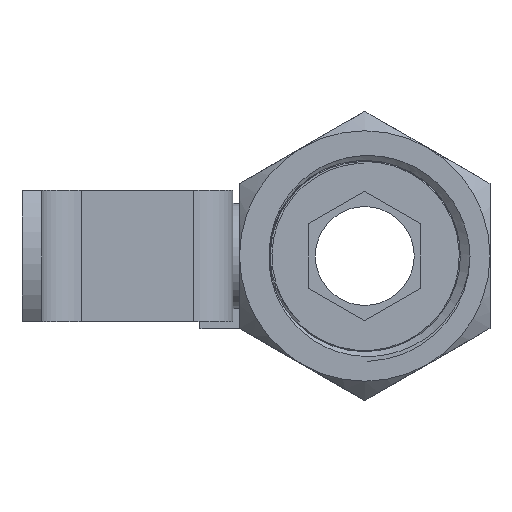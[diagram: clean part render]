
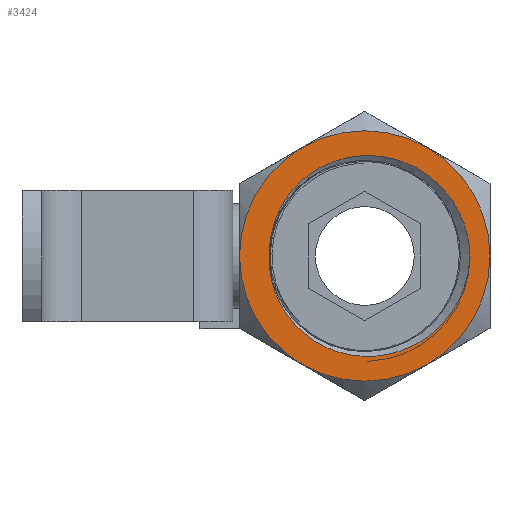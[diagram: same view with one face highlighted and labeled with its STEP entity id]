
A CAD part, left-side view. The second image highlights one B-rep face of the part: STEP entity #3424.
In plain terms, the highlighted planar face has unit normal (-1, 0, 0).
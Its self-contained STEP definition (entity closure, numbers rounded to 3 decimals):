
#208=B_SPLINE_CURVE_WITH_KNOTS('',3,(#6895,#6896,#6897,#6898,#6899,#6900,
#6901,#6902,#6903,#6904,#6905),.UNSPECIFIED.,.F.,.F.,(4,1,1,1,1,1,1,1,4),
(0.,0.125,0.25,0.375,0.5,0.625,0.75,0.875,1.),.UNSPECIFIED.);
#210=B_SPLINE_CURVE_WITH_KNOTS('',3,(#9520,#9521,#9522,#9523,#9524,#9525,
#9526,#9527,#9528,#9529,#9530),.UNSPECIFIED.,.F.,.F.,(4,1,1,1,1,1,1,1,4),
(0.,0.125,0.25,0.375,0.5,0.625,0.75,0.875,1.),.UNSPECIFIED.);
#943=ORIENTED_EDGE('',*,*,#1852,.T.);
#944=ORIENTED_EDGE('',*,*,#1901,.T.);
#945=ORIENTED_EDGE('',*,*,#1994,.F.);
#946=ORIENTED_EDGE('',*,*,#1916,.T.);
#947=ORIENTED_EDGE('',*,*,#1904,.T.);
#948=ORIENTED_EDGE('',*,*,#1908,.T.);
#949=ORIENTED_EDGE('',*,*,#1910,.T.);
#950=ORIENTED_EDGE('',*,*,#1913,.F.);
#951=ORIENTED_EDGE('',*,*,#1995,.T.);
#1852=EDGE_CURVE('',#2401,#2400,#208,.T.);
#1901=EDGE_CURVE('',#2400,#2448,#210,.T.);
#1904=EDGE_CURVE('',#2450,#2451,#2802,.T.);
#1908=EDGE_CURVE('',#2451,#2453,#2803,.T.);
#1910=EDGE_CURVE('',#2453,#2455,#2804,.T.);
#1913=EDGE_CURVE('',#2457,#2455,#2805,.T.);
#1916=EDGE_CURVE('',#2459,#2450,#2806,.T.);
#1994=EDGE_CURVE('',#2401,#2448,#2821,.T.);
#1995=EDGE_CURVE('',#2457,#2459,#2822,.T.);
#2400=VERTEX_POINT('',#6894);
#2401=VERTEX_POINT('',#6906);
#2448=VERTEX_POINT('',#9519);
#2450=VERTEX_POINT('',#9537);
#2451=VERTEX_POINT('',#9538);
#2453=VERTEX_POINT('',#9554);
#2455=VERTEX_POINT('',#9564);
#2457=VERTEX_POINT('',#9577);
#2459=VERTEX_POINT('',#9590);
#2802=CIRCLE('',#3665,19.);
#2803=CIRCLE('',#3667,19.);
#2804=CIRCLE('',#3669,19.);
#2805=CIRCLE('',#3671,19.);
#2806=CIRCLE('',#3673,19.);
#2821=CIRCLE('',#3704,14.5);
#2822=CIRCLE('',#3705,19.);
#2945=EDGE_LOOP('',(#943,#944,#945));
#2946=EDGE_LOOP('',(#946,#947,#948,#949,#950,#951));
#3154=FACE_BOUND('',#2945,.T.);
#3155=FACE_BOUND('',#2946,.T.);
#3343=PLANE('',#3703);
#3424=ADVANCED_FACE('',(#3154,#3155),#3343,.T.);
#3665=AXIS2_PLACEMENT_3D('',#9536,#3955,#3956);
#3667=AXIS2_PLACEMENT_3D('',#9556,#3959,#3960);
#3669=AXIS2_PLACEMENT_3D('',#9563,#3963,#3964);
#3671=AXIS2_PLACEMENT_3D('',#9576,#3967,#3968);
#3673=AXIS2_PLACEMENT_3D('',#9589,#3971,#3972);
#3703=AXIS2_PLACEMENT_3D('',#12908,#4041,#4042);
#3704=AXIS2_PLACEMENT_3D('',#12909,#4043,#4044);
#3705=AXIS2_PLACEMENT_3D('',#12910,#4045,#4046);
#3955=DIRECTION('',(-1.,0.,0.));
#3956=DIRECTION('',(0.,-1.,0.));
#3959=DIRECTION('',(-1.,0.,0.));
#3960=DIRECTION('',(0.,-1.,0.));
#3963=DIRECTION('',(-1.,0.,0.));
#3964=DIRECTION('',(0.,-1.,0.));
#3967=DIRECTION('',(1.,0.,0.));
#3968=DIRECTION('',(0.,0.,-1.));
#3971=DIRECTION('',(-1.,0.,0.));
#3972=DIRECTION('',(0.,-1.,0.));
#4041=DIRECTION('',(-1.,0.,0.));
#4042=DIRECTION('',(0.,-1.,0.));
#4043=DIRECTION('',(-1.,0.,0.));
#4044=DIRECTION('',(0.,-1.,0.));
#4045=DIRECTION('',(-1.,0.,0.));
#4046=DIRECTION('',(0.,-1.,0.));
#6894=CARTESIAN_POINT('',(-34.7,-15.97,0.));
#6895=CARTESIAN_POINT('',(-34.7,14.499,0.204));
#6896=CARTESIAN_POINT('',(-34.7,14.533,2.201));
#6897=CARTESIAN_POINT('',(-34.7,13.776,6.19));
#6898=CARTESIAN_POINT('',(-34.7,10.376,11.218));
#6899=CARTESIAN_POINT('',(-34.7,5.291,14.534));
#6900=CARTESIAN_POINT('',(-34.7,-0.69,15.632));
#6901=CARTESIAN_POINT('',(-34.7,-6.628,14.366));
#6902=CARTESIAN_POINT('',(-34.7,-11.651,10.967));
#6903=CARTESIAN_POINT('',(-34.7,-15.036,5.944));
#6904=CARTESIAN_POINT('',(-34.7,-15.913,2.002));
#6905=CARTESIAN_POINT('',(-34.7,-15.97,0.));
#6906=CARTESIAN_POINT('',(-34.7,14.499,0.204));
#9519=CARTESIAN_POINT('',(-34.7,14.499,-0.204));
#9520=CARTESIAN_POINT('',(-34.7,-15.97,0.));
#9521=CARTESIAN_POINT('',(-34.7,-15.913,-1.997));
#9522=CARTESIAN_POINT('',(-34.7,-15.034,-5.951));
#9523=CARTESIAN_POINT('',(-34.7,-11.648,-10.969));
#9524=CARTESIAN_POINT('',(-34.7,-6.626,-14.366));
#9525=CARTESIAN_POINT('',(-34.7,-0.698,-15.63));
#9526=CARTESIAN_POINT('',(-34.7,5.278,-14.539));
#9527=CARTESIAN_POINT('',(-34.7,10.374,-11.224));
#9528=CARTESIAN_POINT('',(-34.7,13.777,-6.182));
#9529=CARTESIAN_POINT('',(-34.7,14.533,-2.211));
#9530=CARTESIAN_POINT('',(-34.7,14.499,-0.204));
#9536=CARTESIAN_POINT('',(-34.7,0.,0.));
#9537=CARTESIAN_POINT('',(-34.7,-19.,0.));
#9538=CARTESIAN_POINT('',(-34.7,-9.5,16.454));
#9554=CARTESIAN_POINT('',(-34.7,9.5,16.454));
#9556=CARTESIAN_POINT('',(-34.7,0.,0.));
#9563=CARTESIAN_POINT('',(-34.7,0.,0.));
#9564=CARTESIAN_POINT('',(-34.7,19.,0.));
#9576=CARTESIAN_POINT('',(-34.7,0.,0.));
#9577=CARTESIAN_POINT('',(-34.7,9.5,-16.454));
#9589=CARTESIAN_POINT('',(-34.7,0.,0.));
#9590=CARTESIAN_POINT('',(-34.7,-9.5,-16.454));
#12908=CARTESIAN_POINT('',(-34.7,-7.5,0.));
#12909=CARTESIAN_POINT('',(-34.7,0.,0.));
#12910=CARTESIAN_POINT('',(-34.7,0.,0.));
